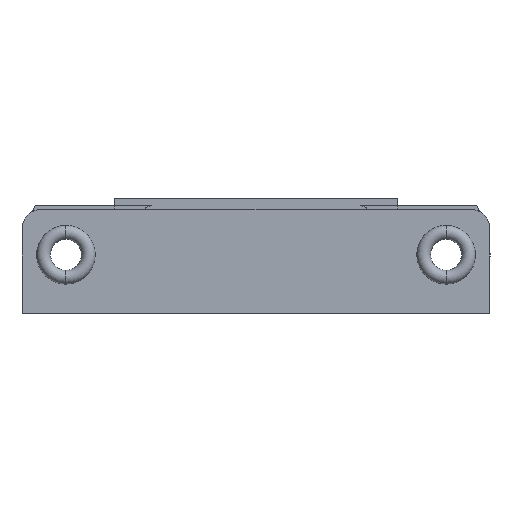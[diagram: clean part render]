
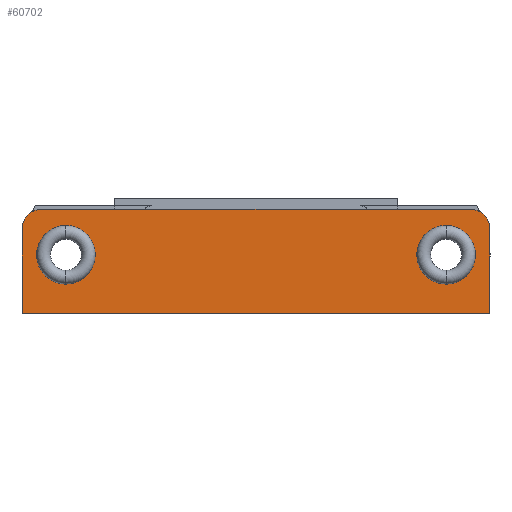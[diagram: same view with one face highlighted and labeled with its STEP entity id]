
A CAD part, front view. The second image highlights one B-rep face of the part: STEP entity #60702.
In plain terms, the highlighted planar face has unit normal (0, -1, 0).
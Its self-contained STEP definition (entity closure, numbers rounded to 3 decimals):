
#2912=DIRECTION('',(1.,0.,0.));
#2913=VECTOR('',#2912,48.);
#2914=CARTESIAN_POINT('',(-24.,-0.7,-6.04));
#2915=LINE('',#2914,#2913);
#2916=DIRECTION('',(0.,0.,-1.));
#2917=VECTOR('',#2916,8.664);
#2918=CARTESIAN_POINT('',(-24.,-0.7,2.624));
#2919=LINE('',#2918,#2917);
#2920=CARTESIAN_POINT('',(-22.,-0.7,2.624));
#2921=DIRECTION('',(0.,-1.,0.));
#2922=DIRECTION('',(0.,0.,1.));
#2923=AXIS2_PLACEMENT_3D('',#2920,#2921,#2922);
#2925=DIRECTION('',(-1.,0.,0.));
#2926=VECTOR('',#2925,44.);
#2927=CARTESIAN_POINT('',(22.,-0.7,4.624));
#2928=LINE('',#2927,#2926);
#2929=CARTESIAN_POINT('',(22.,-0.7,2.624));
#2930=DIRECTION('',(0.,-1.,0.));
#2931=DIRECTION('',(1.,0.,0.));
#2932=AXIS2_PLACEMENT_3D('',#2929,#2930,#2931);
#2934=DIRECTION('',(0.,0.,1.));
#2935=VECTOR('',#2934,8.664);
#2936=CARTESIAN_POINT('',(24.,-0.7,-6.04));
#2937=LINE('',#2936,#2935);
#2938=CARTESIAN_POINT('',(19.5,-0.7,-0.04));
#2939=DIRECTION('',(0.,-1.,0.));
#2940=DIRECTION('',(0.,0.,-1.));
#2941=AXIS2_PLACEMENT_3D('',#2938,#2939,#2940);
#2943=CARTESIAN_POINT('',(19.5,-0.7,-0.04));
#2944=DIRECTION('',(0.,-1.,0.));
#2945=DIRECTION('',(0.,0.,1.));
#2946=AXIS2_PLACEMENT_3D('',#2943,#2944,#2945);
#2948=CARTESIAN_POINT('',(-19.5,-0.7,-0.04));
#2949=DIRECTION('',(0.,-1.,0.));
#2950=DIRECTION('',(0.,0.,-1.));
#2951=AXIS2_PLACEMENT_3D('',#2948,#2949,#2950);
#2953=CARTESIAN_POINT('',(-19.5,-0.7,-0.04));
#2954=DIRECTION('',(0.,-1.,0.));
#2955=DIRECTION('',(0.,0.,1.));
#2956=AXIS2_PLACEMENT_3D('',#2953,#2954,#2955);
#57691=CARTESIAN_POINT('',(-24.,-0.7,-6.04));
#57692=CARTESIAN_POINT('',(24.,-0.7,-6.04));
#57693=VERTEX_POINT('',#57691);
#57694=VERTEX_POINT('',#57692);
#57695=CARTESIAN_POINT('',(24.,-0.7,2.624));
#57696=VERTEX_POINT('',#57695);
#57697=CARTESIAN_POINT('',(22.,-0.7,4.624));
#57698=VERTEX_POINT('',#57697);
#57699=CARTESIAN_POINT('',(-22.,-0.7,4.624));
#57700=VERTEX_POINT('',#57699);
#57701=CARTESIAN_POINT('',(-24.,-0.7,2.624));
#57702=VERTEX_POINT('',#57701);
#57827=CARTESIAN_POINT('',(19.5,-0.7,-3.046));
#57828=CARTESIAN_POINT('',(19.5,-0.7,2.966));
#57829=VERTEX_POINT('',#57827);
#57830=VERTEX_POINT('',#57828);
#57847=CARTESIAN_POINT('',(-19.5,-0.7,-3.046));
#57848=CARTESIAN_POINT('',(-19.5,-0.7,2.966));
#57849=VERTEX_POINT('',#57847);
#57850=VERTEX_POINT('',#57848);
#60673=CARTESIAN_POINT('',(0.,-0.7,-6.04));
#60674=DIRECTION('',(0.,-1.,0.));
#60675=DIRECTION('',(1.,0.,0.));
#60676=AXIS2_PLACEMENT_3D('',#60673,#60674,#60675);
#60677=PLANE('',#60676);
#60679=ORIENTED_EDGE('',*,*,#60678,.F.);
#60681=ORIENTED_EDGE('',*,*,#60680,.F.);
#60683=ORIENTED_EDGE('',*,*,#60682,.F.);
#60685=ORIENTED_EDGE('',*,*,#60684,.F.);
#60686=ORIENTED_EDGE('',*,*,#60486,.F.);
#60688=ORIENTED_EDGE('',*,*,#60687,.F.);
#60689=EDGE_LOOP('',(#60679,#60681,#60683,#60685,#60686,#60688));
#60690=FACE_OUTER_BOUND('',#60689,.F.);
#60692=ORIENTED_EDGE('',*,*,#60691,.T.);
#60693=ORIENTED_EDGE('',*,*,#60661,.T.);
#60694=EDGE_LOOP('',(#60692,#60693));
#60695=FACE_BOUND('',#60694,.F.);
#60697=ORIENTED_EDGE('',*,*,#60696,.T.);
#60699=ORIENTED_EDGE('',*,*,#60698,.T.);
#60700=EDGE_LOOP('',(#60697,#60699));
#60701=FACE_BOUND('',#60700,.F.);
#60702=ADVANCED_FACE('',(#60690,#60695,#60701),#60677,.T.);
#2924=CIRCLE('',#2923,2.);
#2933=CIRCLE('',#2932,2.);
#2942=CIRCLE('',#2941,3.006);
#2947=CIRCLE('',#2946,3.006);
#2952=CIRCLE('',#2951,3.006);
#2957=CIRCLE('',#2956,3.006);
#60486=EDGE_CURVE('',#57696,#57698,#2933,.T.);
#60661=EDGE_CURVE('',#57830,#57829,#2947,.T.);
#60678=EDGE_CURVE('',#57693,#57694,#2915,.T.);
#60680=EDGE_CURVE('',#57702,#57693,#2919,.T.);
#60682=EDGE_CURVE('',#57700,#57702,#2924,.T.);
#60684=EDGE_CURVE('',#57698,#57700,#2928,.T.);
#60687=EDGE_CURVE('',#57694,#57696,#2937,.T.);
#60691=EDGE_CURVE('',#57829,#57830,#2942,.T.);
#60696=EDGE_CURVE('',#57849,#57850,#2952,.T.);
#60698=EDGE_CURVE('',#57850,#57849,#2957,.T.);
